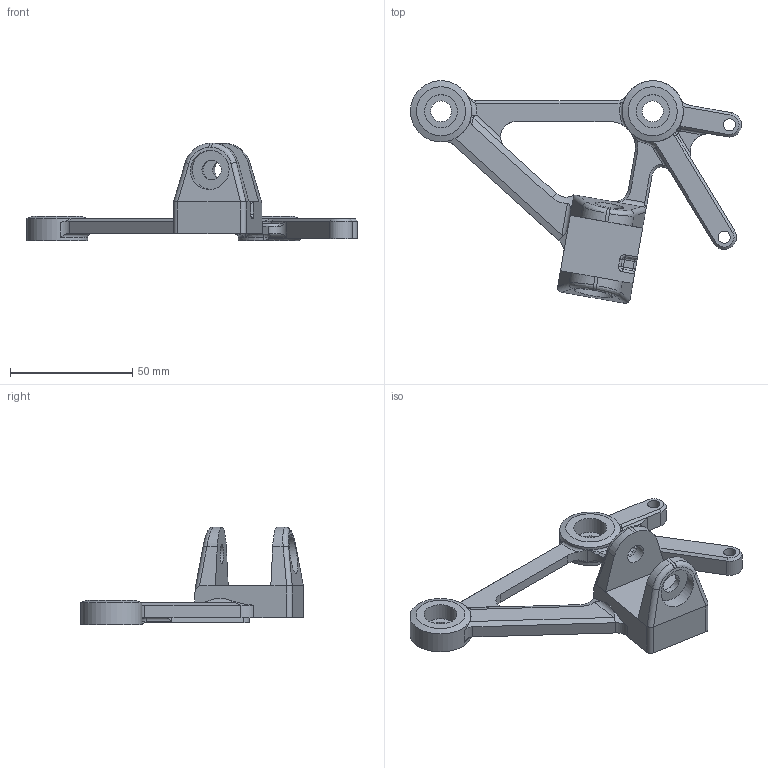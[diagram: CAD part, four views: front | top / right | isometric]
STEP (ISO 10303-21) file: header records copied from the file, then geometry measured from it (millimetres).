
FILE_DESCRIPTION(('STEP AP214'),'1');
FILE_NAME('support G.stp','2019-12-02T07:54:46',(' '),(' '),'Spatial InterOp 3D',' ',' ');
FILE_SCHEMA(('AUTOMOTIVE_DESIGN { 1 0 10303 214 1 1 1 1 }'));
Length unit declared in the file: millimetre
Products named in the file (1): Pièce 2
Bounding box: 135.27 x 90.96 x 40 mm (x, y, z)
Volume: 41204.4 mm3; surface area: 17590.3 mm2
Topology: 1 solids, 1 shells, 167 faces, 429 edges, 257 vertices
Faces by surface type: cylinder 62, plane 56, cone 16, torus 14, bspline 13, sphere 6
Full cylindrical faces by diameter (mm): 5 x2, 8 x2, 8.5 x2, 12 x1, 13.5 x2, 16 x1, 25 x2
Entity records: 7411 total; most frequent: CARTESIAN_POINT 2170, DIRECTION 825, ORIENTED_EDGE 792, EDGE_CURVE 396, AXIS2_PLACEMENT_3D 325, VERTEX_POINT 250, EDGE_LOOP 200, FACE_OUTER_BOUND 179
